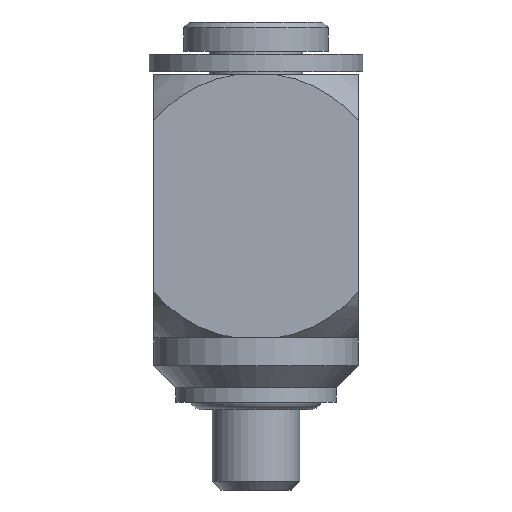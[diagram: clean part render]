
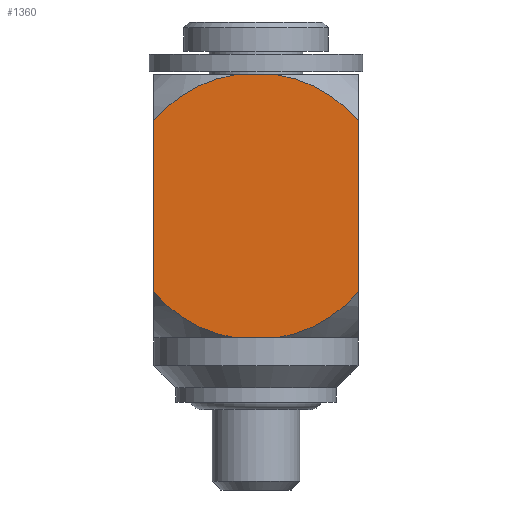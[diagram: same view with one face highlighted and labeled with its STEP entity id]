
A CAD part, left-side view. The second image highlights one B-rep face of the part: STEP entity #1360.
In plain terms, the highlighted planar face has unit normal (-1, 0, 0).
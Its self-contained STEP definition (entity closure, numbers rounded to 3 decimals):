
#68=LINE('',#4335,#124);
#71=LINE('',#4353,#127);
#73=LINE('',#4366,#129);
#74=LINE('',#4375,#130);
#124=VECTOR('',#1956,1.411);
#127=VECTOR('',#1975,5.83);
#129=VECTOR('',#1991,1.411);
#130=VECTOR('',#2002,5.83);
#283=PLANE('',#1558);
#385=FACE_OUTER_BOUND('',#532,.T.);
#532=EDGE_LOOP('',(#844,#845,#846,#847,#848,#849,#850,#851));
#844=ORIENTED_EDGE('',*,*,#1037,.T.);
#845=ORIENTED_EDGE('',*,*,#1040,.T.);
#846=ORIENTED_EDGE('',*,*,#1041,.F.);
#847=ORIENTED_EDGE('',*,*,#1042,.T.);
#848=ORIENTED_EDGE('',*,*,#1021,.T.);
#849=ORIENTED_EDGE('',*,*,#1043,.T.);
#850=ORIENTED_EDGE('',*,*,#1030,.F.);
#851=ORIENTED_EDGE('',*,*,#1039,.T.);
#1021=EDGE_CURVE('',#1154,#1153,#68,.T.);
#1030=EDGE_CURVE('',#1160,#1161,#71,.T.);
#1037=EDGE_CURVE('',#1162,#1165,#73,.T.);
#1039=EDGE_CURVE('',#1160,#1162,#1260,.T.);
#1040=EDGE_CURVE('',#1165,#1167,#1261,.T.);
#1041=EDGE_CURVE('',#1168,#1167,#74,.T.);
#1042=EDGE_CURVE('',#1168,#1154,#1262,.T.);
#1043=EDGE_CURVE('',#1153,#1161,#1263,.T.);
#1153=VERTEX_POINT('',#4332);
#1154=VERTEX_POINT('',#4334);
#1160=VERTEX_POINT('',#4350);
#1161=VERTEX_POINT('',#4352);
#1162=VERTEX_POINT('',#4358);
#1165=VERTEX_POINT('',#4364);
#1167=VERTEX_POINT('',#4372);
#1168=VERTEX_POINT('',#4374);
#1260=CIRCLE('',#1557,4.555);
#1261=CIRCLE('',#1559,4.555);
#1262=CIRCLE('',#1560,4.555);
#1263=CIRCLE('',#1561,4.555);
#1360=ADVANCED_FACE('',(#385),#283,.T.);
#1557=AXIS2_PLACEMENT_3D('',#4370,#1996,#1997);
#1558=AXIS2_PLACEMENT_3D('',#4371,#1998,#1999);
#1559=AXIS2_PLACEMENT_3D('',#4373,#2000,#2001);
#1560=AXIS2_PLACEMENT_3D('',#4376,#2003,#2004);
#1561=AXIS2_PLACEMENT_3D('',#4377,#2005,#2006);
#1956=DIRECTION('',(0.,-1.,0.));
#1975=DIRECTION('',(0.,0.,-1.));
#1991=DIRECTION('',(0.,1.,0.));
#1996=DIRECTION('center_axis',(-1.,0.,0.));
#1997=DIRECTION('ref_axis',(0.,-0.768,0.64));
#1998=DIRECTION('center_axis',(-1.,0.,0.));
#1999=DIRECTION('ref_axis',(0.,0.,1.));
#2000=DIRECTION('center_axis',(-1.,0.,0.));
#2001=DIRECTION('ref_axis',(0.,0.155,0.988));
#2002=DIRECTION('',(0.,0.,1.));
#2003=DIRECTION('center_axis',(-1.,0.,0.));
#2004=DIRECTION('ref_axis',(0.,0.768,-0.64));
#2005=DIRECTION('center_axis',(-1.,0.,0.));
#2006=DIRECTION('ref_axis',(0.,-0.155,-0.988));
#4332=CARTESIAN_POINT('',(14.117,5.232,10.105));
#4334=CARTESIAN_POINT('',(14.117,6.643,10.105));
#4335=CARTESIAN_POINT('',(14.117,6.643,10.105));
#4350=CARTESIAN_POINT('',(14.117,2.438,17.52));
#4352=CARTESIAN_POINT('',(14.117,2.438,11.69));
#4353=CARTESIAN_POINT('',(14.117,2.438,17.52));
#4358=CARTESIAN_POINT('',(14.117,5.232,19.105));
#4364=CARTESIAN_POINT('',(14.117,6.643,19.105));
#4366=CARTESIAN_POINT('',(14.117,5.232,19.105));
#4370=CARTESIAN_POINT('Origin',(14.117,5.938,14.605));
#4371=CARTESIAN_POINT('Origin',(14.117,5.938,14.605));
#4372=CARTESIAN_POINT('',(14.117,9.438,17.52));
#4373=CARTESIAN_POINT('Origin',(14.117,5.938,14.605));
#4374=CARTESIAN_POINT('',(14.117,9.438,11.69));
#4375=CARTESIAN_POINT('',(14.117,9.438,11.69));
#4376=CARTESIAN_POINT('Origin',(14.117,5.938,14.605));
#4377=CARTESIAN_POINT('Origin',(14.117,5.938,14.605));
